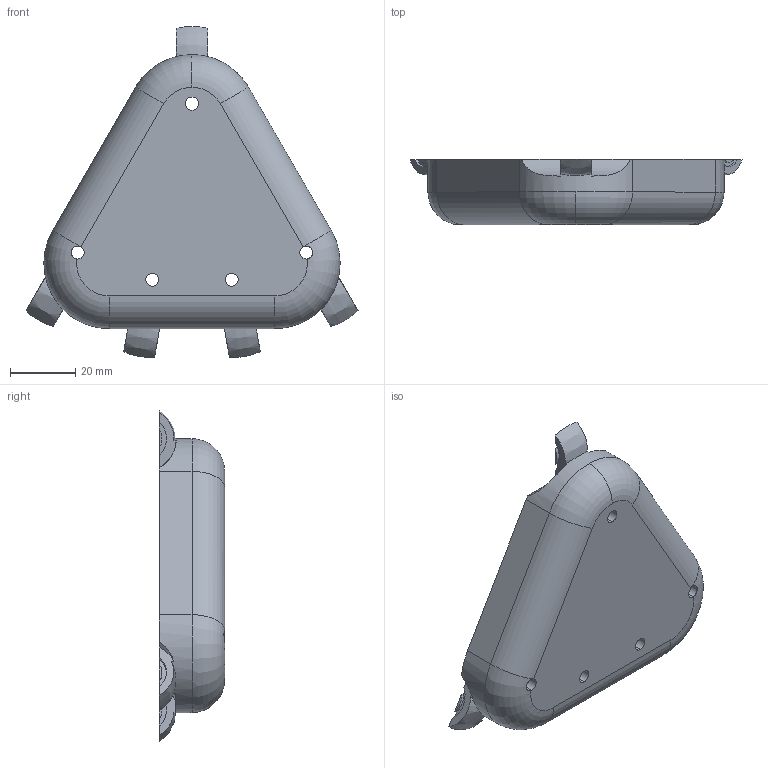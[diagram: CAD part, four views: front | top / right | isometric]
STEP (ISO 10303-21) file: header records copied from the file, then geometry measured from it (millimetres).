
FILE_DESCRIPTION (( 'STEP AP214' ), '1' );
FILE_NAME ('palm_collision.STEP', '2023-03-20T23:32:38', ( '' ), ( '' ), 'SwSTEP 2.0', 'SolidWorks 2022', '' );
FILE_SCHEMA (( 'AUTOMOTIVE_DESIGN' ));
Length unit declared in the file: millimetre
Products named in the file (1): palm_collision
Bounding box: 101.72 x 20 x 101.34 mm (x, y, z)
Volume: 96370.9 mm3; surface area: 18113.1 mm2
Topology: 1 solids, 1 shells, 311 faces, 845 edges, 562 vertices
Faces by surface type: plane 157, bspline 102, cylinder 48, torus 4
Entity records: 15397 total; most frequent: CARTESIAN_POINT 8164, ORIENTED_EDGE 1690, DIRECTION 1137, EDGE_CURVE 845, VERTEX_POINT 562, VECTOR 507, LINE 507, EDGE_LOOP 347
